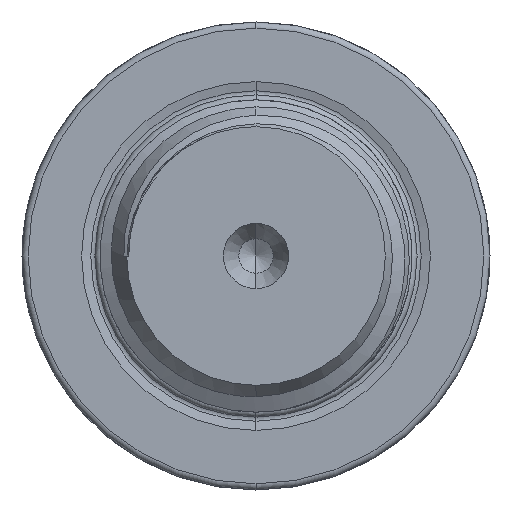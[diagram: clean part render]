
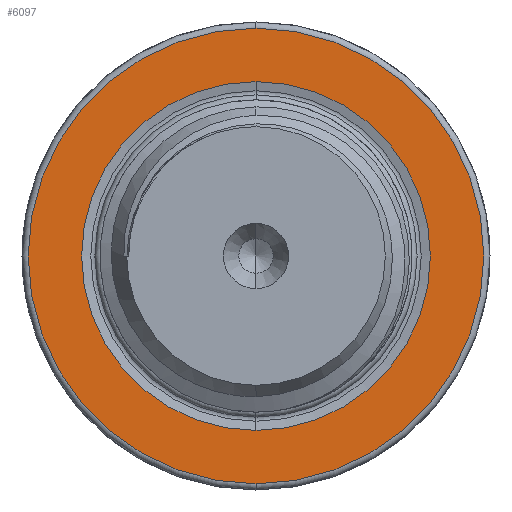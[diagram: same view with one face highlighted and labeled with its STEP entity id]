
A CAD part, left-side view. The second image highlights one B-rep face of the part: STEP entity #6097.
In plain terms, the highlighted planar face has unit normal (-1, 0, 0).
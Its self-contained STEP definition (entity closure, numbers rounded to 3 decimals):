
#56 = DIRECTION ( 'NONE',  ( 0., 0., -1. ) ) ;
#161 = CARTESIAN_POINT ( 'NONE',  ( 40., 0., 0. ) ) ;
#494 = CARTESIAN_POINT ( 'NONE',  ( 40., 19., 0. ) ) ;
#621 = DIRECTION ( 'NONE',  ( -1., 0., 0. ) ) ;
#859 = AXIS2_PLACEMENT_3D ( 'NONE', #4185, #5706, #6308 ) ;
#947 = EDGE_CURVE ( 'NONE', #2378, #1643, #1268, .T. ) ;
#1091 = CIRCLE ( 'NONE', #859, 18.5 ) ;
#1130 = CIRCLE ( 'NONE', #3913, 14.161 ) ;
#1268 = CIRCLE ( 'NONE', #5313, 18.5 ) ;
#1499 = CIRCLE ( 'NONE', #2319, 14.161 ) ;
#1643 = VERTEX_POINT ( 'NONE', #6101 ) ;
#1860 = VERTEX_POINT ( 'NONE', #4844 ) ;
#1867 = DIRECTION ( 'NONE',  ( 0., 0., -1. ) ) ;
#1887 = DIRECTION ( 'NONE',  ( -1., 0., 0. ) ) ;
#2319 = AXIS2_PLACEMENT_3D ( 'NONE', #161, #1887, #2404 ) ;
#2378 = VERTEX_POINT ( 'NONE', #6997 ) ;
#2404 = DIRECTION ( 'NONE',  ( 0., 0., 1. ) ) ;
#2471 = VERTEX_POINT ( 'NONE', #5975 ) ;
#2699 = ORIENTED_EDGE ( 'NONE', *, *, #3860, .F. ) ;
#2999 = ORIENTED_EDGE ( 'NONE', *, *, #947, .T. ) ;
#3338 = EDGE_CURVE ( 'NONE', #2471, #1860, #1130, .T. ) ;
#3454 = CARTESIAN_POINT ( 'NONE',  ( 40., 0., 0. ) ) ;
#3796 = CARTESIAN_POINT ( 'NONE',  ( 40., 0., 0. ) ) ;
#3860 = EDGE_CURVE ( 'NONE', #1860, #2471, #1499, .T. ) ;
#3905 = ORIENTED_EDGE ( 'NONE', *, *, #3338, .F. ) ;
#3913 = AXIS2_PLACEMENT_3D ( 'NONE', #3796, #6155, #4292 ) ;
#4185 = CARTESIAN_POINT ( 'NONE',  ( 40., 0., 0. ) ) ;
#4292 = DIRECTION ( 'NONE',  ( 0., 0., 1. ) ) ;
#4844 = CARTESIAN_POINT ( 'NONE',  ( 40., 0., -14.161 ) ) ;
#5112 = EDGE_LOOP ( 'NONE', ( #6074, #2999 ) ) ;
#5248 = PLANE ( 'NONE',  #6921 ) ;
#5313 = AXIS2_PLACEMENT_3D ( 'NONE', #3454, #621, #1867 ) ;
#5706 = DIRECTION ( 'NONE',  ( -1., 0., 0. ) ) ;
#5975 = CARTESIAN_POINT ( 'NONE',  ( 40., 0., 14.161 ) ) ;
#6026 = DIRECTION ( 'NONE',  ( 1., 0., 0. ) ) ;
#6074 = ORIENTED_EDGE ( 'NONE', *, *, #6681, .T. ) ;
#6097 = ADVANCED_FACE ( 'NONE', ( #7011, #6377 ), #5248, .F. ) ;
#6101 = CARTESIAN_POINT ( 'NONE',  ( 40., 0., -18.5 ) ) ;
#6155 = DIRECTION ( 'NONE',  ( -1., 0., 0. ) ) ;
#6308 = DIRECTION ( 'NONE',  ( 0., 0., -1. ) ) ;
#6377 = FACE_BOUND ( 'NONE', #6764, .T. ) ;
#6681 = EDGE_CURVE ( 'NONE', #1643, #2378, #1091, .T. ) ;
#6764 = EDGE_LOOP ( 'NONE', ( #3905, #2699 ) ) ;
#6921 = AXIS2_PLACEMENT_3D ( 'NONE', #494, #6026, #56 ) ;
#6997 = CARTESIAN_POINT ( 'NONE',  ( 40., 0., 18.5 ) ) ;
#7011 = FACE_OUTER_BOUND ( 'NONE', #5112, .T. ) ;
